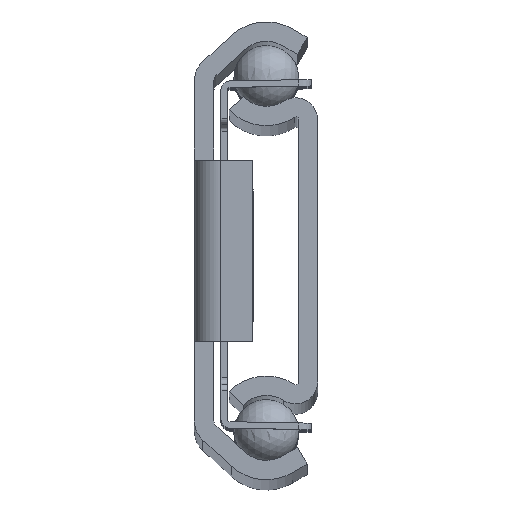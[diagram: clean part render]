
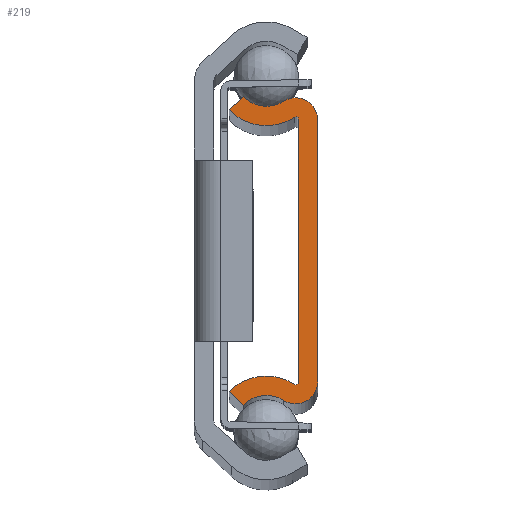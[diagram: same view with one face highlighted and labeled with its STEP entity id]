
A CAD part, top view. The second image highlights one B-rep face of the part: STEP entity #219.
In plain terms, the highlighted planar face has unit normal (0, 0, 1).
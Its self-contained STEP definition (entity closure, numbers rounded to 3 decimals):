
#219 = ADVANCED_FACE( '', ( #618 ), #619, .T. );
#618 = FACE_OUTER_BOUND( '', #1471, .T. );
#619 = PLANE( '', #1472 );
#1471 = EDGE_LOOP( '', ( #2426, #2427, #2428, #2429, #2430, #2431, #2432, #2433, #2434, #2435, #2436, #2437 ) );
#1472 = AXIS2_PLACEMENT_3D( '', #2438, #2439, #2440 );
#2426 = ORIENTED_EDGE( '', *, *, #5483, .T. );
#2427 = ORIENTED_EDGE( '', *, *, #5487, .T. );
#2428 = ORIENTED_EDGE( '', *, *, #5489, .F. );
#2429 = ORIENTED_EDGE( '', *, *, #5479, .T. );
#2430 = ORIENTED_EDGE( '', *, *, #5451, .F. );
#2431 = ORIENTED_EDGE( '', *, *, #5455, .T. );
#2432 = ORIENTED_EDGE( '', *, *, #5492, .T. );
#2433 = ORIENTED_EDGE( '', *, *, #5495, .F. );
#2434 = ORIENTED_EDGE( '', *, *, #5498, .T. );
#2435 = ORIENTED_EDGE( '', *, *, #5523, .T. );
#2436 = ORIENTED_EDGE( '', *, *, #5526, .T. );
#2437 = ORIENTED_EDGE( '', *, *, #5528, .F. );
#2438 = CARTESIAN_POINT( '', ( 5.6, 31.3, 457.2 ) );
#2439 = DIRECTION( '', ( 0., 0., 1. ) );
#2440 = DIRECTION( '', ( 1., 0., 0. ) );
#5451 = EDGE_CURVE( '', #6500, #6502, #6503, .T. );
#5455 = EDGE_CURVE( '', #6500, #6507, #6509, .T. );
#5479 = EDGE_CURVE( '', #6556, #6502, #6557, .T. );
#5483 = EDGE_CURVE( '', #6564, #6562, #6565, .T. );
#5487 = EDGE_CURVE( '', #6562, #6569, #6571, .T. );
#5489 = EDGE_CURVE( '', #6556, #6569, #6573, .T. );
#5492 = EDGE_CURVE( '', #6507, #6576, #6578, .T. );
#5495 = EDGE_CURVE( '', #6581, #6576, #6583, .T. );
#5498 = EDGE_CURVE( '', #6581, #6586, #6588, .T. );
#5523 = EDGE_CURVE( '', #6586, #6635, #6637, .T. );
#5526 = EDGE_CURVE( '', #6635, #6640, #6642, .T. );
#5528 = EDGE_CURVE( '', #6564, #6640, #6644, .T. );
#6500 = VERTEX_POINT( '', #8194 );
#6502 = VERTEX_POINT( '', #8197 );
#6503 = CIRCLE( '', #8198, 0.2 );
#6507 = VERTEX_POINT( '', #8203 );
#6509 = CIRCLE( '', #8206, 4. );
#6556 = VERTEX_POINT( '', #8264 );
#6557 = LINE( '', #8265, #8266 );
#6562 = VERTEX_POINT( '', #8273 );
#6564 = VERTEX_POINT( '', #8276 );
#6565 = LINE( '', #8277, #8278 );
#6569 = VERTEX_POINT( '', #8283 );
#6571 = CIRCLE( '', #8286, 4. );
#6573 = CIRCLE( '', #8288, 0.2 );
#6576 = VERTEX_POINT( '', #8292 );
#6578 = LINE( '', #8295, #8296 );
#6581 = VERTEX_POINT( '', #8299 );
#6583 = CIRCLE( '', #8302, 2.5 );
#6586 = VERTEX_POINT( '', #8305 );
#6588 = CIRCLE( '', #8308, 1.7 );
#6635 = VERTEX_POINT( '', #8366 );
#6637 = LINE( '', #8369, #8370 );
#6640 = VERTEX_POINT( '', #8373 );
#6642 = CIRCLE( '', #8376, 1.7 );
#6644 = CIRCLE( '', #8378, 2.5 );
#8194 = CARTESIAN_POINT( '', ( 7.79, 7.347, 457.2 ) );
#8197 = CARTESIAN_POINT( '', ( 8.1, 7.514, 457.2 ) );
#8198 = AXIS2_PLACEMENT_3D( '', #10535, #10536, #10537 );
#8203 = CARTESIAN_POINT( '', ( 2.72, 6.776, 457.2 ) );
#8206 = AXIS2_PLACEMENT_3D( '', #10543, #10544, #10545 );
#8264 = CARTESIAN_POINT( '', ( 8.1, 27.786, 457.2 ) );
#8265 = CARTESIAN_POINT( '', ( 8.1, 27.786, 457.2 ) );
#8266 = VECTOR( '', #10593, 1000. );
#8273 = CARTESIAN_POINT( '', ( 2.72, 28.524, 457.2 ) );
#8276 = CARTESIAN_POINT( '', ( 3.8, 29.565, 457.2 ) );
#8277 = CARTESIAN_POINT( '', ( 3.8, 29.565, 457.2 ) );
#8278 = VECTOR( '', #10597, 1000. );
#8283 = CARTESIAN_POINT( '', ( 7.79, 27.953, 457.2 ) );
#8286 = AXIS2_PLACEMENT_3D( '', #10603, #10604, #10605 );
#8288 = AXIS2_PLACEMENT_3D( '', #10609, #10610, #10611 );
#8292 = CARTESIAN_POINT( '', ( 3.8, 5.735, 457.2 ) );
#8295 = CARTESIAN_POINT( '', ( 2.72, 6.776, 457.2 ) );
#8296 = VECTOR( '', #10614, 1000. );
#8299 = CARTESIAN_POINT( '', ( 6.939, 6.111, 457.2 ) );
#8302 = AXIS2_PLACEMENT_3D( '', #10619, #10620, #10621 );
#8305 = CARTESIAN_POINT( '', ( 9.55, 7.546, 457.2 ) );
#8308 = AXIS2_PLACEMENT_3D( '', #10626, #10627, #10628 );
#8366 = CARTESIAN_POINT( '', ( 9.55, 27.754, 457.2 ) );
#8369 = CARTESIAN_POINT( '', ( 9.55, 7.546, 457.2 ) );
#8370 = VECTOR( '', #10677, 1000. );
#8373 = CARTESIAN_POINT( '', ( 6.939, 29.189, 457.2 ) );
#8376 = AXIS2_PLACEMENT_3D( '', #10682, #10683, #10684 );
#8378 = AXIS2_PLACEMENT_3D( '', #10688, #10689, #10690 );
#10535 = CARTESIAN_POINT( '', ( 7.9, 7.514, 457.2 ) );
#10536 = DIRECTION( '', ( 0., 0., 1. ) );
#10537 = DIRECTION( '', ( 1., 0., 0. ) );
#10543 = CARTESIAN_POINT( '', ( 5.6, 4., 457.2 ) );
#10544 = DIRECTION( '', ( 0., 0., 1. ) );
#10545 = DIRECTION( '', ( 1., 0., 0. ) );
#10593 = DIRECTION( '', ( 0., -1., 0. ) );
#10597 = DIRECTION( '', ( -0.72, -0.694, 0. ) );
#10603 = CARTESIAN_POINT( '', ( 5.6, 31.3, 457.2 ) );
#10604 = DIRECTION( '', ( 0., 0., 1. ) );
#10605 = DIRECTION( '', ( 1., 0., 0. ) );
#10609 = CARTESIAN_POINT( '', ( 7.9, 27.786, 457.2 ) );
#10610 = DIRECTION( '', ( 0., 0., 1. ) );
#10611 = DIRECTION( '', ( 1., 0., 0. ) );
#10614 = DIRECTION( '', ( 0.72, -0.694, 0. ) );
#10619 = CARTESIAN_POINT( '', ( 5.6, 4., 457.2 ) );
#10620 = DIRECTION( '', ( 0., 0., 1. ) );
#10621 = DIRECTION( '', ( 1., 0., 0. ) );
#10626 = CARTESIAN_POINT( '', ( 7.85, 7.546, 457.2 ) );
#10627 = DIRECTION( '', ( 0., 0., 1. ) );
#10628 = DIRECTION( '', ( 1., 0., 0. ) );
#10677 = DIRECTION( '', ( 0., 1., 0. ) );
#10682 = CARTESIAN_POINT( '', ( 7.85, 27.754, 457.2 ) );
#10683 = DIRECTION( '', ( 0., 0., 1. ) );
#10684 = DIRECTION( '', ( 1., 0., 0. ) );
#10688 = CARTESIAN_POINT( '', ( 5.6, 31.3, 457.2 ) );
#10689 = DIRECTION( '', ( 0., 0., 1. ) );
#10690 = DIRECTION( '', ( 1., 0., 0. ) );
